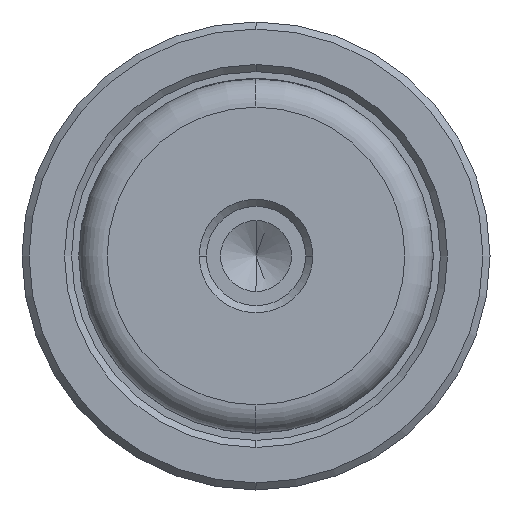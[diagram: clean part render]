
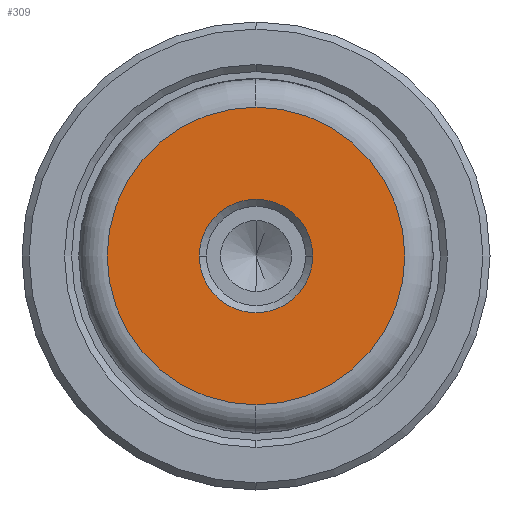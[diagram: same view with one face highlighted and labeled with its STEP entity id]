
A CAD part, left-side view. The second image highlights one B-rep face of the part: STEP entity #309.
In plain terms, the highlighted planar face has unit normal (-1, 0, 0).
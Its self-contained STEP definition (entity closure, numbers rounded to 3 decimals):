
#52 = CARTESIAN_POINT ( 'NONE',  ( 0., -4., 0. ) ) ;
#124 = CARTESIAN_POINT ( 'NONE',  ( 0., 4., 0. ) ) ;
#144 = ORIENTED_EDGE ( 'NONE', *, *, #560, .T. ) ;
#149 = ORIENTED_EDGE ( 'NONE', *, *, #1678, .T. ) ;
#270 = CARTESIAN_POINT ( 'NONE',  ( 0., 0., -10.497 ) ) ;
#307 = VERTEX_POINT ( 'NONE', #124 ) ;
#309 = ADVANCED_FACE ( 'NONE', ( #1850, #2367 ), #1473, .T. ) ;
#340 = AXIS2_PLACEMENT_3D ( 'NONE', #1835, #512, #1843 ) ;
#350 = EDGE_CURVE ( 'NONE', #752, #2160, #1906, .T. ) ;
#377 = ORIENTED_EDGE ( 'NONE', *, *, #1604, .T. ) ;
#442 = DIRECTION ( 'NONE',  ( 1., 0., 0. ) ) ;
#512 = DIRECTION ( 'NONE',  ( -1., 0., 0. ) ) ;
#521 = CIRCLE ( 'NONE', #790, 4. ) ;
#560 = EDGE_CURVE ( 'NONE', #2160, #752, #1357, .T. ) ;
#752 = VERTEX_POINT ( 'NONE', #270 ) ;
#790 = AXIS2_PLACEMENT_3D ( 'NONE', #1594, #442, #1772 ) ;
#858 = AXIS2_PLACEMENT_3D ( 'NONE', #936, #2272, #1135 ) ;
#897 = VERTEX_POINT ( 'NONE', #52 ) ;
#924 = AXIS2_PLACEMENT_3D ( 'NONE', #2164, #1020, #2360 ) ;
#936 = CARTESIAN_POINT ( 'NONE',  ( 0., 0., 0. ) ) ;
#973 = DIRECTION ( 'NONE',  ( 1., 0., 0. ) ) ;
#1020 = DIRECTION ( 'NONE',  ( -1., 0., 0. ) ) ;
#1135 = DIRECTION ( 'NONE',  ( 0., 0., 1. ) ) ;
#1214 = CIRCLE ( 'NONE', #2256, 4. ) ;
#1357 = CIRCLE ( 'NONE', #924, 10.497 ) ;
#1473 = PLANE ( 'NONE',  #340 ) ;
#1594 = CARTESIAN_POINT ( 'NONE',  ( 0., 0., 0. ) ) ;
#1604 = EDGE_CURVE ( 'NONE', #897, #307, #1214, .T. ) ;
#1678 = EDGE_CURVE ( 'NONE', #307, #897, #521, .T. ) ;
#1772 = DIRECTION ( 'NONE',  ( 0., 0., 1. ) ) ;
#1835 = CARTESIAN_POINT ( 'NONE',  ( 0., 0., 0. ) ) ;
#1843 = DIRECTION ( 'NONE',  ( 0., 0., 1. ) ) ;
#1850 = FACE_BOUND ( 'NONE', #2313, .T. ) ;
#1906 = CIRCLE ( 'NONE', #858, 10.497 ) ;
#2111 = CARTESIAN_POINT ( 'NONE',  ( 0., 0., 0. ) ) ;
#2132 = ORIENTED_EDGE ( 'NONE', *, *, #350, .T. ) ;
#2160 = VERTEX_POINT ( 'NONE', #2292 ) ;
#2164 = CARTESIAN_POINT ( 'NONE',  ( 0., 0., 0. ) ) ;
#2249 = EDGE_LOOP ( 'NONE', ( #144, #2132 ) ) ;
#2256 = AXIS2_PLACEMENT_3D ( 'NONE', #2111, #973, #2311 ) ;
#2272 = DIRECTION ( 'NONE',  ( -1., 0., 0. ) ) ;
#2292 = CARTESIAN_POINT ( 'NONE',  ( 0., 0., 10.497 ) ) ;
#2311 = DIRECTION ( 'NONE',  ( 0., 0., 1. ) ) ;
#2313 = EDGE_LOOP ( 'NONE', ( #377, #149 ) ) ;
#2360 = DIRECTION ( 'NONE',  ( 0., 0., 1. ) ) ;
#2367 = FACE_OUTER_BOUND ( 'NONE', #2249, .T. ) ;
